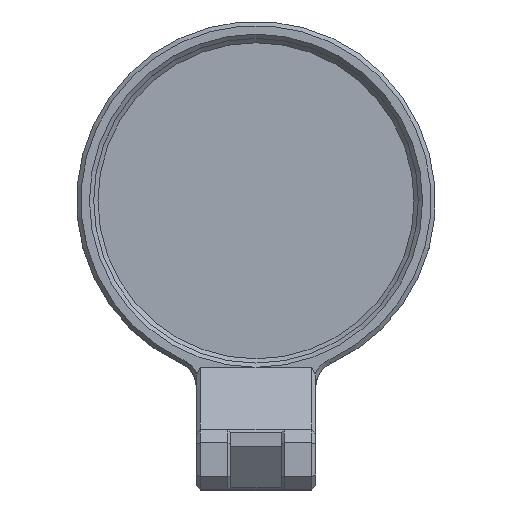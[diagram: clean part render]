
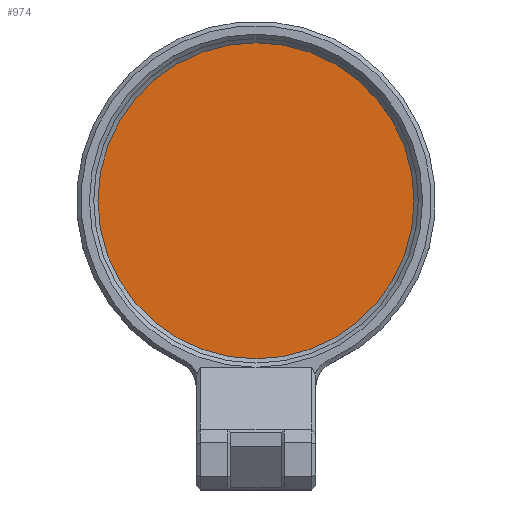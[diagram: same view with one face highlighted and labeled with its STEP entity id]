
A CAD part, top view. The second image highlights one B-rep face of the part: STEP entity #974.
In plain terms, the highlighted planar face has unit normal (0, 0, 1).
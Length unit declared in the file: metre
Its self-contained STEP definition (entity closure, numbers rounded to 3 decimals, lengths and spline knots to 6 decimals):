
#33=CIRCLE('',#1062,0.0185);
#104=ORIENTED_EDGE('',*,*,#380,.T.);
#380=EDGE_CURVE('',#517,#517,#33,.T.);
#517=VERTEX_POINT('',#1528);
#786=EDGE_LOOP('',(#104));
#856=FACE_BOUND('',#786,.T.);
#923=PLANE('',#1061);
#974=ADVANCED_FACE('',(#856),#923,.T.);
#1061=AXIS2_PLACEMENT_3D('',#1526,#1208,#1209);
#1062=AXIS2_PLACEMENT_3D('',#1527,#1210,#1211);
#1208=DIRECTION('',(0.,0.,1.));
#1209=DIRECTION('',(1.,0.,0.));
#1210=DIRECTION('',(0.,0.,1.));
#1211=DIRECTION('',(1.,0.,0.));
#1526=CARTESIAN_POINT('',(0.,0.,0.001));
#1527=CARTESIAN_POINT('',(0.,0.,0.001));
#1528=CARTESIAN_POINT('',(0.0185,0.,0.001));
